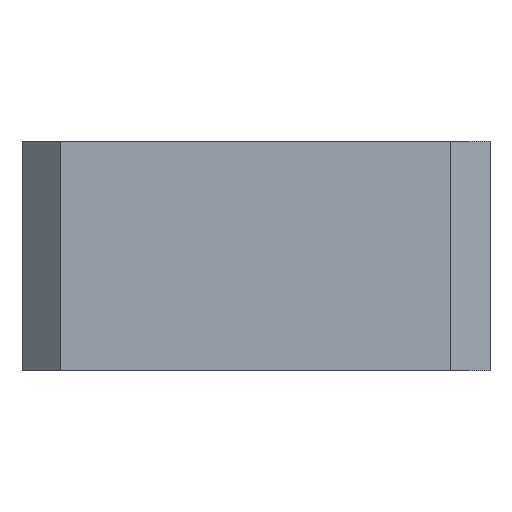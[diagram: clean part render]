
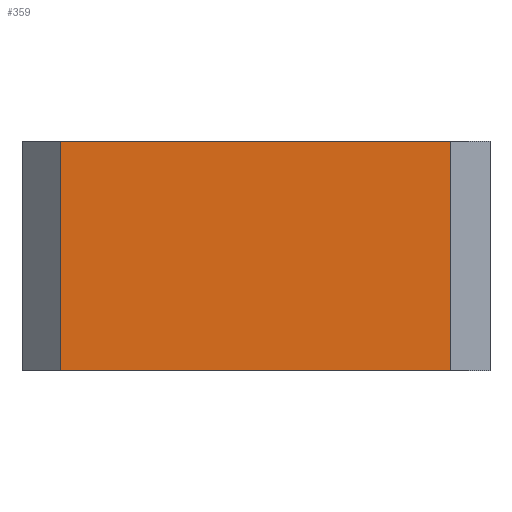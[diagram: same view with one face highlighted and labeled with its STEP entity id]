
A CAD part, left-side view. The second image highlights one B-rep face of the part: STEP entity #359.
In plain terms, the highlighted planar face has unit normal (-1, 0, 0).
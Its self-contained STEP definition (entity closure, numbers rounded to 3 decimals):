
#41=FACE_OUTER_BOUND('',#60,.T.);
#60=EDGE_LOOP('',(#265,#266,#267,#268));
#98=LINE('',#541,#138);
#99=LINE('',#544,#139);
#100=LINE('',#546,#140);
#101=LINE('',#547,#141);
#138=VECTOR('',#437,10.);
#139=VECTOR('',#440,10.);
#140=VECTOR('',#441,10.);
#141=VECTOR('',#442,10.);
#177=VERTEX_POINT('',#534);
#180=VERTEX_POINT('',#539);
#181=VERTEX_POINT('',#543);
#182=VERTEX_POINT('',#545);
#214=EDGE_CURVE('',#180,#177,#98,.T.);
#215=EDGE_CURVE('',#180,#181,#99,.T.);
#216=EDGE_CURVE('',#182,#181,#100,.T.);
#217=EDGE_CURVE('',#182,#177,#101,.T.);
#265=ORIENTED_EDGE('',*,*,#214,.F.);
#266=ORIENTED_EDGE('',*,*,#215,.T.);
#267=ORIENTED_EDGE('',*,*,#216,.F.);
#268=ORIENTED_EDGE('',*,*,#217,.T.);
#342=PLANE('',#384);
#359=ADVANCED_FACE('',(#41),#342,.T.);
#384=AXIS2_PLACEMENT_3D('',#542,#438,#439);
#437=DIRECTION('',(0.,0.,1.));
#438=DIRECTION('center_axis',(-1.,0.,0.));
#439=DIRECTION('ref_axis',(0.,0.,-1.));
#440=DIRECTION('',(0.,-1.,0.));
#441=DIRECTION('',(0.,0.,-1.));
#442=DIRECTION('',(0.,1.,0.));
#534=CARTESIAN_POINT('',(-90.,50.,94.759));
#539=CARTESIAN_POINT('',(-90.,50.,36.));
#541=CARTESIAN_POINT('',(-90.,50.,80.07));
#542=CARTESIAN_POINT('Origin',(-90.,0.,94.759));
#543=CARTESIAN_POINT('',(-90.,-50.,36.));
#544=CARTESIAN_POINT('',(-90.,0.,36.));
#545=CARTESIAN_POINT('',(-90.,-50.,94.759));
#546=CARTESIAN_POINT('',(-90.,-50.,80.07));
#547=CARTESIAN_POINT('',(-90.,0.,94.759));
